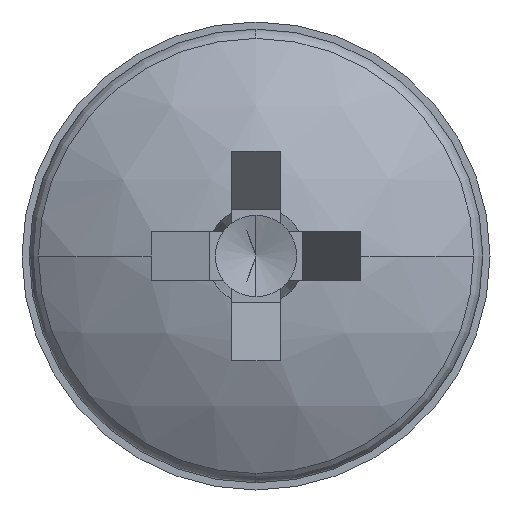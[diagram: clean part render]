
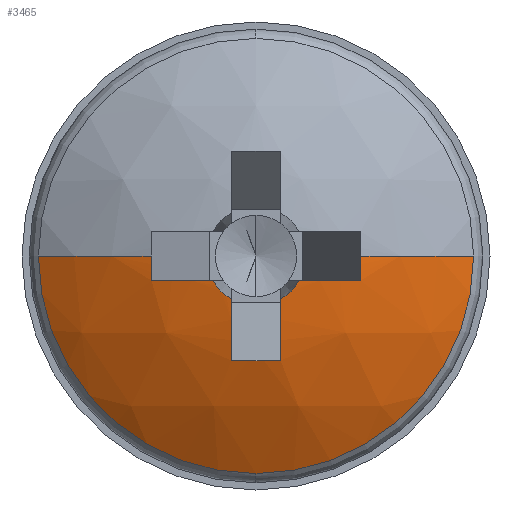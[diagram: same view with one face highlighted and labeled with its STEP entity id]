
A CAD part, left-side view. The second image highlights one B-rep face of the part: STEP entity #3465.
In plain terms, the highlighted spherical face has radius 8 mm.
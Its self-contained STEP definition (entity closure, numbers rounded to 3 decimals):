
#71 = CARTESIAN_POINT ( 'NONE',  ( 0.068, 0., 0. ) ) ;
#217 = CARTESIAN_POINT ( 'NONE',  ( 8., 0., -0.515 ) ) ;
#322 = CIRCLE ( 'NONE', #5524, 1.038 ) ;
#424 = DIRECTION ( 'NONE',  ( 0., 0., -1. ) ) ;
#466 = CARTESIAN_POINT ( 'NONE',  ( 0.307, -2.197, 0. ) ) ;
#474 = VERTEX_POINT ( 'NONE', #3771 ) ;
#757 = DIRECTION ( 'NONE',  ( 0., 0., 1. ) ) ;
#826 = AXIS2_PLACEMENT_3D ( 'NONE', #4389, #1214, #5976 ) ;
#888 = ORIENTED_EDGE ( 'NONE', *, *, #2295, .T. ) ;
#920 = EDGE_CURVE ( 'NONE', #9732, #4551, #322, .T. ) ;
#949 = AXIS2_PLACEMENT_3D ( 'NONE', #6099, #6401, #3268 ) ;
#950 = CARTESIAN_POINT ( 'NONE',  ( 0.068, -0.515, -0.901 ) ) ;
#1005 = VERTEX_POINT ( 'NONE', #1202 ) ;
#1069 = EDGE_CURVE ( 'NONE', #1005, #9251, #3748, .T. ) ;
#1142 = CIRCLE ( 'NONE', #6843, 1.038 ) ;
#1202 = CARTESIAN_POINT ( 'NONE',  ( 1.424, 4.556, 0. ) ) ;
#1214 = DIRECTION ( 'NONE',  ( 0., 1., 0. ) ) ;
#1315 = VERTEX_POINT ( 'NONE', #6581 ) ;
#1686 = AXIS2_PLACEMENT_3D ( 'NONE', #217, #4135, #1869 ) ;
#1869 = DIRECTION ( 'NONE',  ( 1., 0., 0. ) ) ;
#1893 = ORIENTED_EDGE ( 'NONE', *, *, #10154, .F. ) ;
#1979 = CIRCLE ( 'NONE', #6146, 8. ) ;
#2070 = EDGE_CURVE ( 'NONE', #4045, #474, #2749, .T. ) ;
#2245 = AXIS2_PLACEMENT_3D ( 'NONE', #5570, #7895, #3181 ) ;
#2295 = EDGE_CURVE ( 'NONE', #1315, #3429, #5957, .T. ) ;
#2308 = ORIENTED_EDGE ( 'NONE', *, *, #4473, .T. ) ;
#2580 = VERTEX_POINT ( 'NONE', #5521 ) ;
#2749 = CIRCLE ( 'NONE', #2245, 7.864 ) ;
#2787 = AXIS2_PLACEMENT_3D ( 'NONE', #5678, #7963, #4941 ) ;
#2826 = CARTESIAN_POINT ( 'NONE',  ( 1.424, 0., -4.556 ) ) ;
#2832 = DIRECTION ( 'NONE',  ( -1., 0., 0. ) ) ;
#3050 = EDGE_CURVE ( 'NONE', #9251, #6002, #3493, .T. ) ;
#3054 = VERTEX_POINT ( 'NONE', #5547 ) ;
#3181 = DIRECTION ( 'NONE',  ( 0.895, 0.446, 0. ) ) ;
#3222 = ORIENTED_EDGE ( 'NONE', *, *, #6699, .F. ) ;
#3268 = DIRECTION ( 'NONE',  ( -0.895, 0.446, 0. ) ) ;
#3429 = VERTEX_POINT ( 'NONE', #9896 ) ;
#3465 = ADVANCED_FACE ( 'NONE', ( #5717 ), #8404, .T. ) ;
#3493 = CIRCLE ( 'NONE', #7635, 4.556 ) ;
#3660 = EDGE_CURVE ( 'NONE', #3054, #7626, #1142, .T. ) ;
#3705 = DIRECTION ( 'NONE',  ( 0., 0., -1. ) ) ;
#3748 = CIRCLE ( 'NONE', #5910, 4.556 ) ;
#3771 = CARTESIAN_POINT ( 'NONE',  ( 0.323, -2.189, -0.515 ) ) ;
#3806 = CARTESIAN_POINT ( 'NONE',  ( 8., 0., 0. ) ) ;
#3957 = AXIS2_PLACEMENT_3D ( 'NONE', #5127, #424, #9071 ) ;
#4045 = VERTEX_POINT ( 'NONE', #466 ) ;
#4125 = ORIENTED_EDGE ( 'NONE', *, *, #3050, .T. ) ;
#4135 = DIRECTION ( 'NONE',  ( 0., 0., 1. ) ) ;
#4169 = CARTESIAN_POINT ( 'NONE',  ( 0.068, 0., 0. ) ) ;
#4281 = CARTESIAN_POINT ( 'NONE',  ( 0.323, 2.189, -0.515 ) ) ;
#4389 = CARTESIAN_POINT ( 'NONE',  ( 8., -0.515, 0. ) ) ;
#4473 = EDGE_CURVE ( 'NONE', #6002, #4045, #7424, .T. ) ;
#4504 = DIRECTION ( 'NONE',  ( 1., 0., 0. ) ) ;
#4551 = VERTEX_POINT ( 'NONE', #9414 ) ;
#4696 = ORIENTED_EDGE ( 'NONE', *, *, #920, .F. ) ;
#4744 = DIRECTION ( 'NONE',  ( 0., 0., -1. ) ) ;
#4941 = DIRECTION ( 'NONE',  ( 0., 0., -1. ) ) ;
#5024 = CARTESIAN_POINT ( 'NONE',  ( 1.424, -4.556, 0. ) ) ;
#5067 = AXIS2_PLACEMENT_3D ( 'NONE', #8198, #6743, #5075 ) ;
#5075 = DIRECTION ( 'NONE',  ( -0.895, 0., -0.446 ) ) ;
#5127 = CARTESIAN_POINT ( 'NONE',  ( 8., 0., 0. ) ) ;
#5332 = ORIENTED_EDGE ( 'NONE', *, *, #1069, .T. ) ;
#5446 = DIRECTION ( 'NONE',  ( -1., 0., 0. ) ) ;
#5470 = VERTEX_POINT ( 'NONE', #4281 ) ;
#5486 = CARTESIAN_POINT ( 'NONE',  ( 1.424, 0., 0. ) ) ;
#5521 = CARTESIAN_POINT ( 'NONE',  ( 0.307, 2.197, 0. ) ) ;
#5524 = AXIS2_PLACEMENT_3D ( 'NONE', #4169, #2832, #5889 ) ;
#5547 = CARTESIAN_POINT ( 'NONE',  ( 0.068, 0.901, -0.515 ) ) ;
#5570 = CARTESIAN_POINT ( 'NONE',  ( 7.346, 1.312, 0. ) ) ;
#5678 = CARTESIAN_POINT ( 'NONE',  ( 8., 0.515, 0. ) ) ;
#5717 = FACE_OUTER_BOUND ( 'NONE', #6315, .T. ) ;
#5889 = DIRECTION ( 'NONE',  ( 0., 0., -1. ) ) ;
#5910 = AXIS2_PLACEMENT_3D ( 'NONE', #6875, #7638, #9951 ) ;
#5957 = CIRCLE ( 'NONE', #5067, 7.864 ) ;
#5976 = DIRECTION ( 'NONE',  ( 0., 0., 1. ) ) ;
#5983 = ORIENTED_EDGE ( 'NONE', *, *, #7040, .T. ) ;
#6002 = VERTEX_POINT ( 'NONE', #5024 ) ;
#6099 = CARTESIAN_POINT ( 'NONE',  ( 7.346, -1.312, 0. ) ) ;
#6108 = EDGE_CURVE ( 'NONE', #1005, #2580, #1979, .T. ) ;
#6118 = CIRCLE ( 'NONE', #826, 7.983 ) ;
#6146 = AXIS2_PLACEMENT_3D ( 'NONE', #3806, #9213, #4504 ) ;
#6162 = EDGE_CURVE ( 'NONE', #7626, #3429, #8606, .T. ) ;
#6315 = EDGE_LOOP ( 'NONE', ( #5332, #4125, #2308, #9791, #1893, #4696, #9411, #888, #9809, #6376, #3222, #5983, #9373 ) ) ;
#6376 = ORIENTED_EDGE ( 'NONE', *, *, #3660, .F. ) ;
#6401 = DIRECTION ( 'NONE',  ( 0.446, 0.895, 0. ) ) ;
#6581 = CARTESIAN_POINT ( 'NONE',  ( 0.323, -0.515, -2.189 ) ) ;
#6699 = EDGE_CURVE ( 'NONE', #5470, #3054, #10047, .T. ) ;
#6743 = DIRECTION ( 'NONE',  ( 0.446, 0., -0.895 ) ) ;
#6843 = AXIS2_PLACEMENT_3D ( 'NONE', #71, #9439, #4744 ) ;
#6875 = CARTESIAN_POINT ( 'NONE',  ( 1.424, 0., 0. ) ) ;
#6931 = DIRECTION ( 'NONE',  ( 0., 1., 0. ) ) ;
#7023 = CIRCLE ( 'NONE', #7218, 7.983 ) ;
#7040 = EDGE_CURVE ( 'NONE', #5470, #2580, #10040, .T. ) ;
#7218 = AXIS2_PLACEMENT_3D ( 'NONE', #8534, #7265, #9558 ) ;
#7265 = DIRECTION ( 'NONE',  ( 0., 0., 1. ) ) ;
#7424 = CIRCLE ( 'NONE', #10122, 8. ) ;
#7626 = VERTEX_POINT ( 'NONE', #8457 ) ;
#7635 = AXIS2_PLACEMENT_3D ( 'NONE', #5486, #5446, #757 ) ;
#7638 = DIRECTION ( 'NONE',  ( -1., 0., 0. ) ) ;
#7895 = DIRECTION ( 'NONE',  ( 0.446, -0.895, 0. ) ) ;
#7963 = DIRECTION ( 'NONE',  ( 0., -1., 0. ) ) ;
#7998 = EDGE_CURVE ( 'NONE', #1315, #9732, #6118, .T. ) ;
#8198 = CARTESIAN_POINT ( 'NONE',  ( 7.346, 0., 1.312 ) ) ;
#8309 = CARTESIAN_POINT ( 'NONE',  ( 8., 0., 0. ) ) ;
#8404 = SPHERICAL_SURFACE ( 'NONE', #3957, 8. ) ;
#8457 = CARTESIAN_POINT ( 'NONE',  ( 0.068, 0.515, -0.901 ) ) ;
#8534 = CARTESIAN_POINT ( 'NONE',  ( 8., 0., -0.515 ) ) ;
#8606 = CIRCLE ( 'NONE', #2787, 7.983 ) ;
#9071 = DIRECTION ( 'NONE',  ( 0., 1., 0. ) ) ;
#9213 = DIRECTION ( 'NONE',  ( 0., 0., 1. ) ) ;
#9251 = VERTEX_POINT ( 'NONE', #2826 ) ;
#9373 = ORIENTED_EDGE ( 'NONE', *, *, #6108, .F. ) ;
#9411 = ORIENTED_EDGE ( 'NONE', *, *, #7998, .F. ) ;
#9414 = CARTESIAN_POINT ( 'NONE',  ( 0.068, -0.901, -0.515 ) ) ;
#9439 = DIRECTION ( 'NONE',  ( -1., 0., 0. ) ) ;
#9558 = DIRECTION ( 'NONE',  ( 1., 0., 0. ) ) ;
#9732 = VERTEX_POINT ( 'NONE', #950 ) ;
#9791 = ORIENTED_EDGE ( 'NONE', *, *, #2070, .T. ) ;
#9809 = ORIENTED_EDGE ( 'NONE', *, *, #6162, .F. ) ;
#9896 = CARTESIAN_POINT ( 'NONE',  ( 0.323, 0.515, -2.189 ) ) ;
#9951 = DIRECTION ( 'NONE',  ( 0., 0., 1. ) ) ;
#10040 = CIRCLE ( 'NONE', #949, 7.864 ) ;
#10047 = CIRCLE ( 'NONE', #1686, 7.983 ) ;
#10122 = AXIS2_PLACEMENT_3D ( 'NONE', #8309, #3705, #6931 ) ;
#10154 = EDGE_CURVE ( 'NONE', #4551, #474, #7023, .T. ) ;
